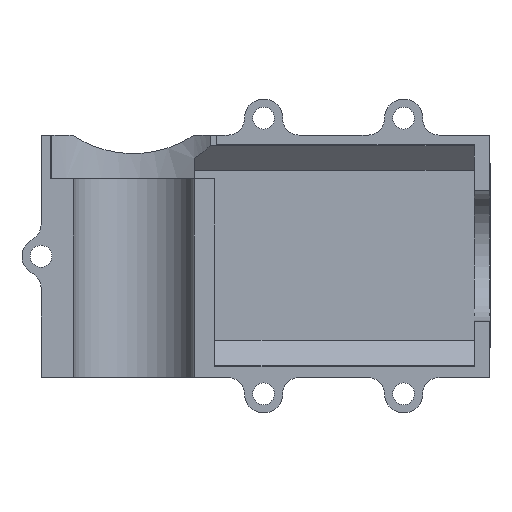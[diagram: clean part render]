
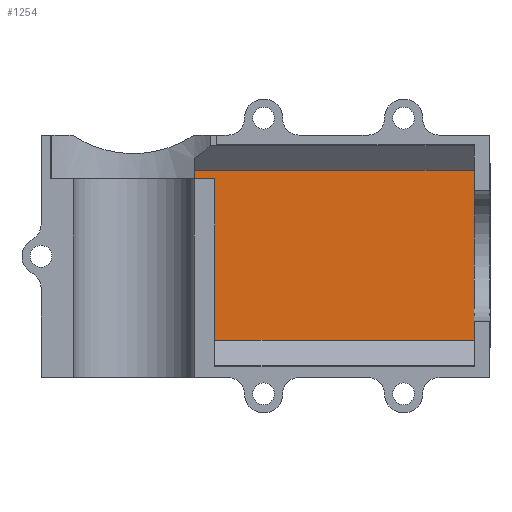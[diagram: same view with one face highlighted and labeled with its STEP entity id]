
A CAD part, front view. The second image highlights one B-rep face of the part: STEP entity #1254.
In plain terms, the highlighted planar face has unit normal (0, -1, 0).
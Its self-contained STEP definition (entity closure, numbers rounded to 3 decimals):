
#55=PLANE('',#1365);
#103=FACE_OUTER_BOUND('',#175,.T.);
#175=EDGE_LOOP('',(#1045,#1046,#1047,#1048,#1049,#1050));
#219=LINE('',#1822,#346);
#232=LINE('',#1849,#359);
#275=LINE('',#1962,#402);
#303=LINE('',#2041,#430);
#308=LINE('',#2050,#435);
#309=LINE('',#2052,#436);
#346=VECTOR('',#1449,10.);
#359=VECTOR('',#1466,10.);
#402=VECTOR('',#1561,10.);
#430=VECTOR('',#1643,10.);
#435=VECTOR('',#1652,10.);
#436=VECTOR('',#1655,10.);
#530=VERTEX_POINT('',#1819);
#531=VERTEX_POINT('',#1821);
#542=VERTEX_POINT('',#1846);
#543=VERTEX_POINT('',#1848);
#587=VERTEX_POINT('',#1960);
#611=VERTEX_POINT('',#2040);
#655=EDGE_CURVE('',#531,#530,#219,.T.);
#668=EDGE_CURVE('',#543,#542,#232,.T.);
#726=EDGE_CURVE('',#542,#587,#275,.T.);
#766=EDGE_CURVE('',#611,#531,#303,.T.);
#771=EDGE_CURVE('',#543,#530,#308,.T.);
#772=EDGE_CURVE('',#587,#611,#309,.T.);
#1045=ORIENTED_EDGE('',*,*,#655,.T.);
#1046=ORIENTED_EDGE('',*,*,#771,.F.);
#1047=ORIENTED_EDGE('',*,*,#668,.T.);
#1048=ORIENTED_EDGE('',*,*,#726,.T.);
#1049=ORIENTED_EDGE('',*,*,#772,.T.);
#1050=ORIENTED_EDGE('',*,*,#766,.T.);
#1254=ADVANCED_FACE('',(#103),#55,.T.);
#1365=AXIS2_PLACEMENT_3D('',#2051,#1653,#1654);
#1449=DIRECTION('',(0.,0.,1.));
#1466=DIRECTION('',(0.,0.,-1.));
#1561=DIRECTION('',(1.,0.,0.));
#1643=DIRECTION('',(1.,0.,0.));
#1652=DIRECTION('',(1.,0.,0.));
#1653=DIRECTION('center_axis',(0.,-1.,0.));
#1654=DIRECTION('ref_axis',(0.,0.,1.));
#1655=DIRECTION('',(0.,0.,-1.));
#1819=CARTESIAN_POINT('',(-102.4,352.1,11.565));
#1821=CARTESIAN_POINT('',(-102.4,352.1,-19.512));
#1822=CARTESIAN_POINT('',(-102.4,352.1,-11.795));
#1846=CARTESIAN_POINT('',(-153.612,352.1,10.));
#1848=CARTESIAN_POINT('',(-153.612,352.1,11.565));
#1849=CARTESIAN_POINT('',(-153.612,352.1,-12.911));
#1960=CARTESIAN_POINT('',(-149.826,352.1,10.));
#1962=CARTESIAN_POINT('',(-127.109,352.1,10.));
#2040=CARTESIAN_POINT('',(-149.826,352.1,-19.512));
#2041=CARTESIAN_POINT('',(-102.5,352.1,-19.512));
#2050=CARTESIAN_POINT('',(-102.5,352.1,11.565));
#2051=CARTESIAN_POINT('Origin',(-102.5,352.1,-19.512));
#2052=CARTESIAN_POINT('',(-149.826,352.1,-4.806));
